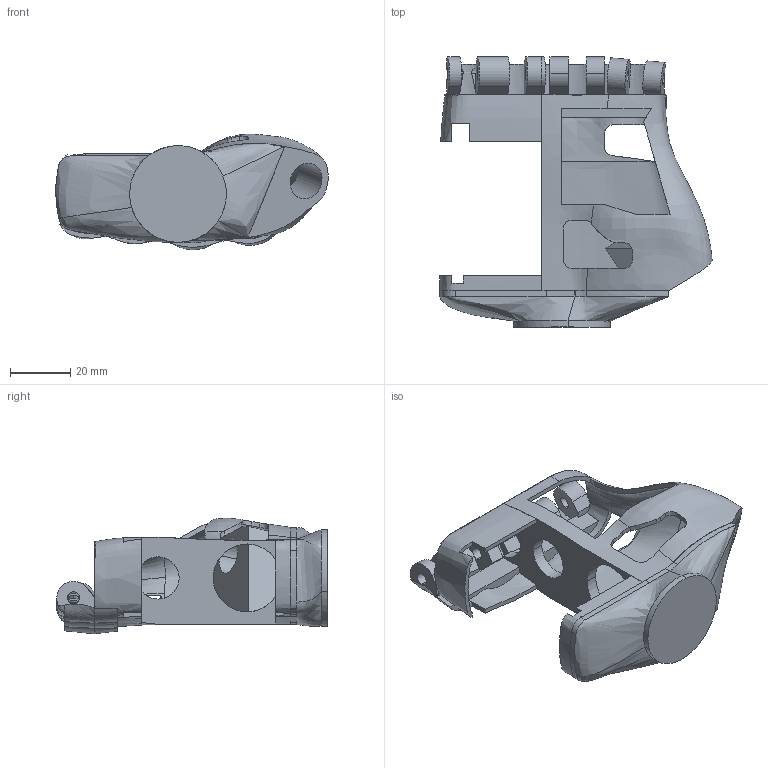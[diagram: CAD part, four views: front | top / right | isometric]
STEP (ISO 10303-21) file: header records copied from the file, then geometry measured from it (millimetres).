
FILE_DESCRIPTION (( 'STEP AP214' ), '1' );
FILE_NAME ('01 CHASSIS MODIF SURFACIQUE-sans_degagement.STEP', '2023-06-11T19:47:36', ( '' ), ( '' ), 'SwSTEP 2.0', 'SolidWorks 2021', '' );
FILE_SCHEMA (( 'AUTOMOTIVE_DESIGN' ));
Length unit declared in the file: millimetre
Products named in the file (1): 01 CHASSIS MODIF SURFACIQUE-sans_degagement
Bounding box: 90.21 x 89.5 x 38.3 mm (x, y, z)
Volume: 48265 mm3; surface area: 29794.2 mm2
Topology: 3 solids, 3 shells, 272 faces, 801 edges, 529 vertices
Faces by surface type: plane 130, cylinder 76, bspline 66
Entity records: 179323 total; most frequent: CARTESIAN_POINT 172988, ORIENTED_EDGE 1602, DIRECTION 857, EDGE_CURVE 801, VERTEX_POINT 529, B_SPLINE_CURVE_WITH_KNOTS 431, AXIS2_PLACEMENT_3D 294, EDGE_LOOP 294
